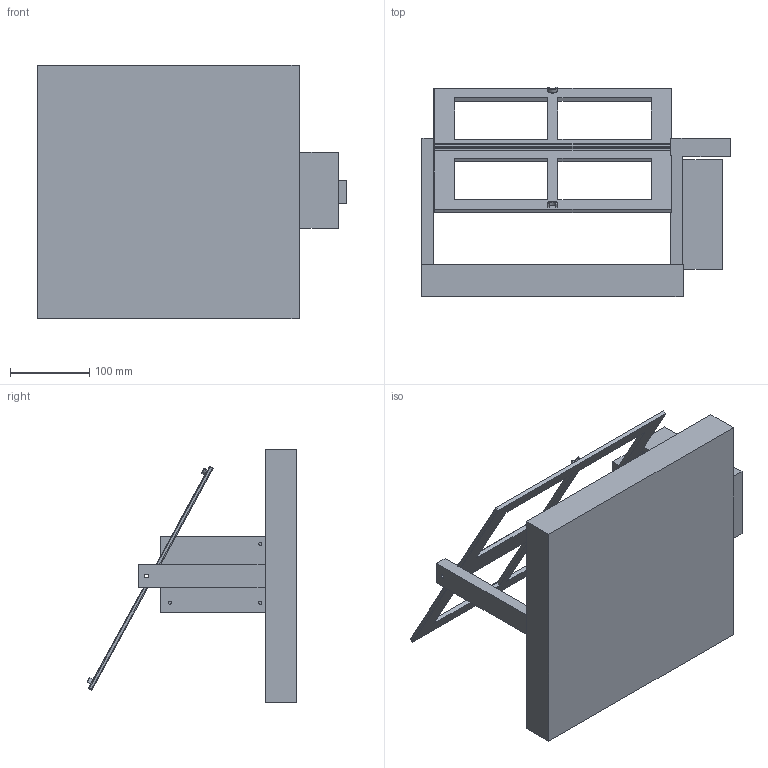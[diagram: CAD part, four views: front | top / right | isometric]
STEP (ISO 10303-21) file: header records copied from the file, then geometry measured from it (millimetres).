
FILE_DESCRIPTION (( 'STEP AP214' ), '1' );
FILE_NAME ('Assembly.STEP', '2023-12-05T16:40:57', ( '' ), ( '' ), 'SwSTEP 2.0', 'SolidWorks 2023', '' );
FILE_SCHEMA (( 'AUTOMOTIVE_DESIGN' ));
Length unit declared in the file: millimetre
Products named in the file (4): Panel Holder; 3D Body; Assembly; Enclodure
Assembly tree (3 placements, depth 2):
  Assembly
    3D Body
    Panel Holder
    Enclodure
Bounding box: 389.75 x 264.47 x 320 mm (x, y, z)
Volume: 2628977.4 mm3; surface area: 534838.6 mm2
Topology: 3 solids, 3 shells, 168 faces, 411 edges, 248 vertices
Faces by surface type: plane 73, cylinder 52, torus 32, sphere 11
Entity records: 5048 total; most frequent: DIRECTION 901, CARTESIAN_POINT 885, ORIENTED_EDGE 810, EDGE_CURVE 405, AXIS2_PLACEMENT_3D 335, VERTEX_POINT 247, VECTOR 231, LINE 231
